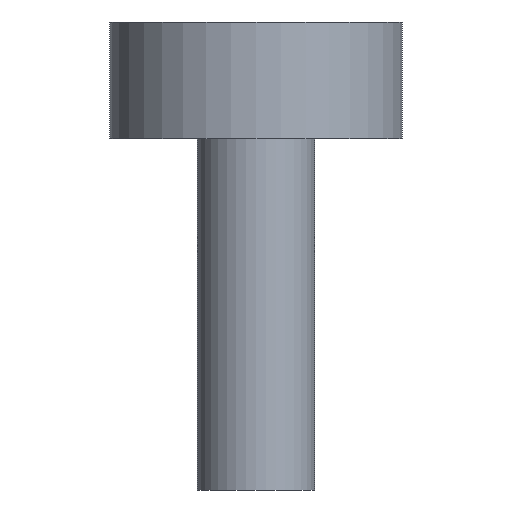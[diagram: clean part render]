
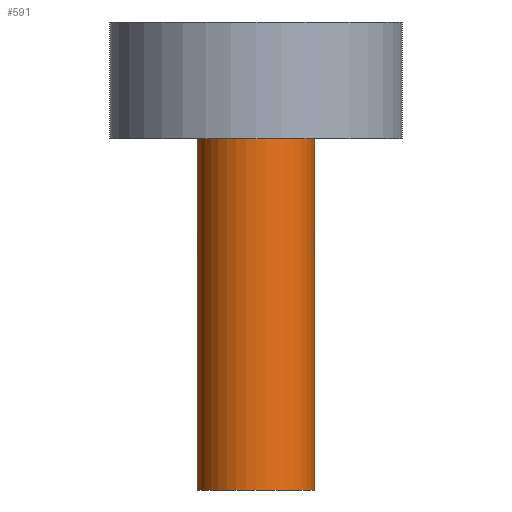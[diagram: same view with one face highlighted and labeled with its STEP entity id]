
A CAD part, left-side view. The second image highlights one B-rep face of the part: STEP entity #591.
In plain terms, the highlighted cylindrical face has radius 0.5 mm (diameter 1 mm), a full revolution.
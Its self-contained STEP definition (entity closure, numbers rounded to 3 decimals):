
#143 = PLANE('',#144);
#144 = AXIS2_PLACEMENT_3D('',#145,#146,#147);
#145 = CARTESIAN_POINT('',(-7.4,1.25,0.));
#146 = DIRECTION('',(0.,0.,-1.));
#147 = DIRECTION('',(-1.,0.,0.));
#410 = EDGE_CURVE('',#411,#411,#413,.T.);
#411 = VERTEX_POINT('',#412);
#412 = CARTESIAN_POINT('',(0.5,0.,0.));
#413 = SURFACE_CURVE('',#414,(#419,#426),.PCURVE_S1.);
#414 = CIRCLE('',#415,0.5);
#415 = AXIS2_PLACEMENT_3D('',#416,#417,#418);
#416 = CARTESIAN_POINT('',(0.,0.,0.));
#417 = DIRECTION('',(0.,0.,-1.));
#418 = DIRECTION('',(1.,0.,0.));
#419 = PCURVE('',#143,#420);
#420 = DEFINITIONAL_REPRESENTATION('',(#421),#425);
#421 = CIRCLE('',#422,0.5);
#422 = AXIS2_PLACEMENT_2D('',#423,#424);
#423 = CARTESIAN_POINT('',(-7.4,-1.25));
#424 = DIRECTION('',(-1.,0.));
#425 = ( GEOMETRIC_REPRESENTATION_CONTEXT(2) 
PARAMETRIC_REPRESENTATION_CONTEXT() REPRESENTATION_CONTEXT('2D SPACE',''
  ) );
#426 = PCURVE('',#427,#432);
#427 = CYLINDRICAL_SURFACE('',#428,0.5);
#428 = AXIS2_PLACEMENT_3D('',#429,#430,#431);
#429 = CARTESIAN_POINT('',(0.,0.,0.));
#430 = DIRECTION('',(-0.,-0.,1.));
#431 = DIRECTION('',(1.,0.,0.));
#432 = DEFINITIONAL_REPRESENTATION('',(#433),#437);
#433 = LINE('',#434,#435);
#434 = CARTESIAN_POINT('',(-0.,0.));
#435 = VECTOR('',#436,1.);
#436 = DIRECTION('',(-1.,0.));
#437 = ( GEOMETRIC_REPRESENTATION_CONTEXT(2) 
PARAMETRIC_REPRESENTATION_CONTEXT() REPRESENTATION_CONTEXT('2D SPACE',''
  ) );
#591 = ADVANCED_FACE('',(#592),#427,.T.);
#592 = FACE_BOUND('',#593,.F.);
#593 = EDGE_LOOP('',(#594,#595,#618,#649));
#594 = ORIENTED_EDGE('',*,*,#410,.F.);
#595 = ORIENTED_EDGE('',*,*,#596,.T.);
#596 = EDGE_CURVE('',#411,#597,#599,.T.);
#597 = VERTEX_POINT('',#598);
#598 = CARTESIAN_POINT('',(0.5,0.,-3.));
#599 = SEAM_CURVE('',#600,(#604,#611),.PCURVE_S1.);
#600 = LINE('',#601,#602);
#601 = CARTESIAN_POINT('',(0.5,0.,0.));
#602 = VECTOR('',#603,1.);
#603 = DIRECTION('',(0.,0.,-1.));
#604 = PCURVE('',#427,#605);
#605 = DEFINITIONAL_REPRESENTATION('',(#606),#610);
#606 = LINE('',#607,#608);
#607 = CARTESIAN_POINT('',(-6.283,0.));
#608 = VECTOR('',#609,1.);
#609 = DIRECTION('',(-0.,-1.));
#610 = ( GEOMETRIC_REPRESENTATION_CONTEXT(2) 
PARAMETRIC_REPRESENTATION_CONTEXT() REPRESENTATION_CONTEXT('2D SPACE',''
  ) );
#611 = PCURVE('',#427,#612);
#612 = DEFINITIONAL_REPRESENTATION('',(#613),#617);
#613 = LINE('',#614,#615);
#614 = CARTESIAN_POINT('',(-0.,0.));
#615 = VECTOR('',#616,1.);
#616 = DIRECTION('',(-0.,-1.));
#617 = ( GEOMETRIC_REPRESENTATION_CONTEXT(2) 
PARAMETRIC_REPRESENTATION_CONTEXT() REPRESENTATION_CONTEXT('2D SPACE',''
  ) );
#618 = ORIENTED_EDGE('',*,*,#619,.T.);
#619 = EDGE_CURVE('',#597,#597,#620,.T.);
#620 = SURFACE_CURVE('',#621,(#626,#633),.PCURVE_S1.);
#621 = CIRCLE('',#622,0.5);
#622 = AXIS2_PLACEMENT_3D('',#623,#624,#625);
#623 = CARTESIAN_POINT('',(0.,0.,-3.));
#624 = DIRECTION('',(0.,0.,-1.));
#625 = DIRECTION('',(1.,0.,0.));
#626 = PCURVE('',#427,#627);
#627 = DEFINITIONAL_REPRESENTATION('',(#628),#632);
#628 = LINE('',#629,#630);
#629 = CARTESIAN_POINT('',(-0.,-3.));
#630 = VECTOR('',#631,1.);
#631 = DIRECTION('',(-1.,0.));
#632 = ( GEOMETRIC_REPRESENTATION_CONTEXT(2) 
PARAMETRIC_REPRESENTATION_CONTEXT() REPRESENTATION_CONTEXT('2D SPACE',''
  ) );
#633 = PCURVE('',#634,#639);
#634 = PLANE('',#635);
#635 = AXIS2_PLACEMENT_3D('',#636,#637,#638);
#636 = CARTESIAN_POINT('',(0.5,0.,-3.));
#637 = DIRECTION('',(0.,0.,1.));
#638 = DIRECTION('',(1.,0.,0.));
#639 = DEFINITIONAL_REPRESENTATION('',(#640),#648);
#640 = ( BOUNDED_CURVE() B_SPLINE_CURVE(2,(#641,#642,#643,#644,#645,#646
,#647),.UNSPECIFIED.,.F.,.F.) B_SPLINE_CURVE_WITH_KNOTS((1,2,2,2,2,1),(
    -2.094,0.,2.094,4.189,6.283,
8.378),.UNSPECIFIED.) CURVE() GEOMETRIC_REPRESENTATION_ITEM() 
RATIONAL_B_SPLINE_CURVE((1.,0.5,1.,0.5,1.,0.5,1.)) REPRESENTATION_ITEM(
  '') );
#641 = CARTESIAN_POINT('',(0.,0.));
#642 = CARTESIAN_POINT('',(0.,-0.866));
#643 = CARTESIAN_POINT('',(-0.75,-0.433));
#644 = CARTESIAN_POINT('',(-1.5,0.));
#645 = CARTESIAN_POINT('',(-0.75,0.433));
#646 = CARTESIAN_POINT('',(0.,0.866));
#647 = CARTESIAN_POINT('',(0.,0.));
#648 = ( GEOMETRIC_REPRESENTATION_CONTEXT(2) 
PARAMETRIC_REPRESENTATION_CONTEXT() REPRESENTATION_CONTEXT('2D SPACE',''
  ) );
#649 = ORIENTED_EDGE('',*,*,#596,.F.);
